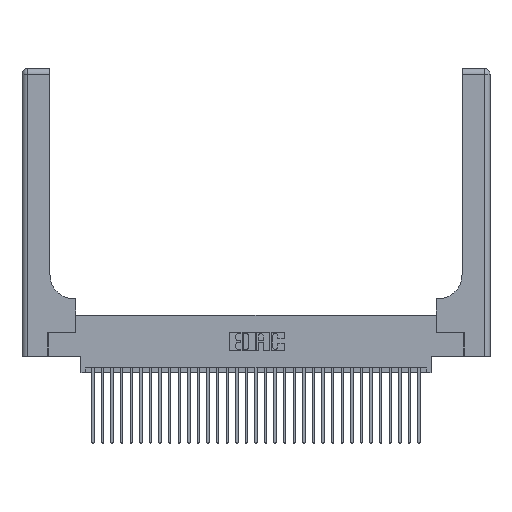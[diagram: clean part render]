
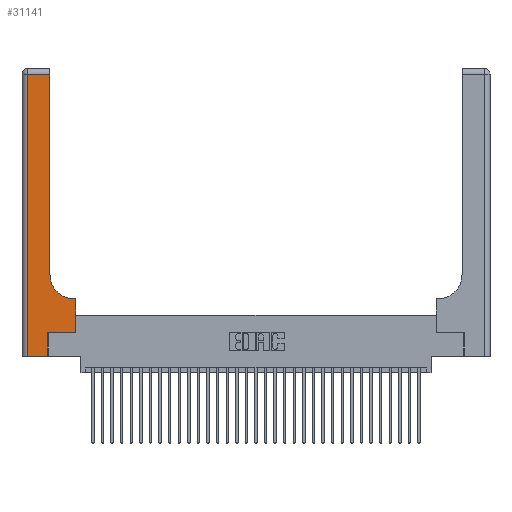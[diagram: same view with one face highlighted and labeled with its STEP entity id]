
A CAD part, top view. The second image highlights one B-rep face of the part: STEP entity #31141.
In plain terms, the highlighted planar face has unit normal (0, 0, 1).
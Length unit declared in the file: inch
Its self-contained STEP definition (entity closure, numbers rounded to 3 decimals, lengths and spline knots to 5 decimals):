
#8 = VECTOR ( 'NONE', #24554, 39.37008 ) ;
#581 = AXIS2_PLACEMENT_3D ( 'NONE', #28170, #2145, #12481 ) ;
#650 = CARTESIAN_POINT ( 'NONE',  ( 0.269, 0.25, 0.37 ) ) ;
#726 = CARTESIAN_POINT ( 'NONE',  ( 0.269, 0., 0.37 ) ) ;
#751 = CARTESIAN_POINT ( 'NONE',  ( 0.5585, 0.6, 0.37 ) ) ;
#941 = DIRECTION ( 'NONE',  ( -1., 0., 0. ) ) ;
#1387 = CARTESIAN_POINT ( 'NONE',  ( 0.269, 0.25, 0.37 ) ) ;
#1567 = LINE ( 'NONE', #650, #9302 ) ;
#2145 = DIRECTION ( 'NONE',  ( 0., 0., -1. ) ) ;
#3028 = VERTEX_POINT ( 'NONE', #4882 ) ;
#3030 = DIRECTION ( 'NONE',  ( 0., -1., 0. ) ) ;
#3166 = FACE_OUTER_BOUND ( 'NONE', #7185, .T. ) ;
#3210 = VERTEX_POINT ( 'NONE', #12559 ) ;
#4535 = ORIENTED_EDGE ( 'NONE', *, *, #24001, .T. ) ;
#4882 = CARTESIAN_POINT ( 'NONE',  ( 0.5585, 0.25, 0.37 ) ) ;
#5130 = DIRECTION ( 'NONE',  ( -1., 0., 0. ) ) ;
#5478 = VECTOR ( 'NONE', #5130, 39.37008 ) ;
#5649 = VERTEX_POINT ( 'NONE', #726 ) ;
#6506 = CARTESIAN_POINT ( 'NONE',  ( 0.2915, 0.6, 0.37 ) ) ;
#6552 = EDGE_CURVE ( 'NONE', #27788, #16665, #21542, .T. ) ;
#6655 = LINE ( 'NONE', #22332, #12340 ) ;
#6741 = ORIENTED_EDGE ( 'NONE', *, *, #8456, .T. ) ;
#7185 = EDGE_LOOP ( 'NONE', ( #21664, #6741, #30627, #4535, #16920, #24141, #19412, #8004, #18273 ) ) ;
#8004 = ORIENTED_EDGE ( 'NONE', *, *, #16115, .T. ) ;
#8410 = LINE ( 'NONE', #6506, #14077 ) ;
#8456 = EDGE_CURVE ( 'NONE', #3210, #27582, #29945, .T. ) ;
#8911 = DIRECTION ( 'NONE',  ( 0., 0., -1. ) ) ;
#9044 = CARTESIAN_POINT ( 'NONE',  ( 0.06, 2.94, 0.37 ) ) ;
#9302 = VECTOR ( 'NONE', #29588, 39.37008 ) ;
#11802 = DIRECTION ( 'NONE',  ( 0., 1., 0. ) ) ;
#12340 = VECTOR ( 'NONE', #11802, 39.37008 ) ;
#12481 = DIRECTION ( 'NONE',  ( 1., 0., 0. ) ) ;
#12559 = CARTESIAN_POINT ( 'NONE',  ( 0.2915, 2.94, 0.37 ) ) ;
#13499 = EDGE_CURVE ( 'NONE', #5649, #29414, #15043, .T. ) ;
#14077 = VECTOR ( 'NONE', #24755, 39.37008 ) ;
#14471 = EDGE_CURVE ( 'NONE', #27582, #22507, #17026, .T. ) ;
#14626 = VERTEX_POINT ( 'NONE', #751 ) ;
#14678 = EDGE_CURVE ( 'NONE', #29414, #3028, #1567, .T. ) ;
#15043 = LINE ( 'NONE', #21693, #8 ) ;
#16115 = EDGE_CURVE ( 'NONE', #14626, #27788, #8410, .T. ) ;
#16178 = AXIS2_PLACEMENT_3D ( 'NONE', #32295, #8911, #941 ) ;
#16665 = VERTEX_POINT ( 'NONE', #30503 ) ;
#16920 = ORIENTED_EDGE ( 'NONE', *, *, #13499, .T. ) ;
#17026 = LINE ( 'NONE', #31538, #17450 ) ;
#17450 = VECTOR ( 'NONE', #3030, 39.37008 ) ;
#17637 = EDGE_CURVE ( 'NONE', #3028, #14626, #6655, .T. ) ;
#18273 = ORIENTED_EDGE ( 'NONE', *, *, #6552, .T. ) ;
#18448 = CARTESIAN_POINT ( 'NONE',  ( 0., 2.94, 0.37 ) ) ;
#18840 = PLANE ( 'NONE',  #16178 ) ;
#19412 = ORIENTED_EDGE ( 'NONE', *, *, #17637, .T. ) ;
#19591 = EDGE_CURVE ( 'NONE', #16665, #3210, #24918, .T. ) ;
#20067 = DIRECTION ( 'NONE',  ( 0., 1., 0. ) ) ;
#20565 = DIRECTION ( 'NONE',  ( 1., 0., 0. ) ) ;
#21542 = CIRCLE ( 'NONE', #581, 0.25 ) ;
#21664 = ORIENTED_EDGE ( 'NONE', *, *, #19591, .T. ) ;
#21693 = CARTESIAN_POINT ( 'NONE',  ( 0.269, 0., 0.37 ) ) ;
#22332 = CARTESIAN_POINT ( 'NONE',  ( 0.5585, 0.25, 0.37 ) ) ;
#22507 = VERTEX_POINT ( 'NONE', #29903 ) ;
#23831 = VECTOR ( 'NONE', #20565, 39.37008 ) ;
#24001 = EDGE_CURVE ( 'NONE', #22507, #5649, #30331, .T. ) ;
#24141 = ORIENTED_EDGE ( 'NONE', *, *, #14678, .T. ) ;
#24554 = DIRECTION ( 'NONE',  ( 0., 1., 0. ) ) ;
#24755 = DIRECTION ( 'NONE',  ( -1., 0., 0. ) ) ;
#24918 = LINE ( 'NONE', #27934, #31010 ) ;
#27582 = VERTEX_POINT ( 'NONE', #9044 ) ;
#27788 = VERTEX_POINT ( 'NONE', #33219 ) ;
#27934 = CARTESIAN_POINT ( 'NONE',  ( 0.2915, 3., 0.37 ) ) ;
#28170 = CARTESIAN_POINT ( 'NONE',  ( 0.5415, 0.85, 0.37 ) ) ;
#29414 = VERTEX_POINT ( 'NONE', #1387 ) ;
#29588 = DIRECTION ( 'NONE',  ( 1., 0., 0. ) ) ;
#29903 = CARTESIAN_POINT ( 'NONE',  ( 0.06, 0., 0.37 ) ) ;
#29945 = LINE ( 'NONE', #18448, #5478 ) ;
#30331 = LINE ( 'NONE', #30937, #23831 ) ;
#30503 = CARTESIAN_POINT ( 'NONE',  ( 0.2915, 0.85, 0.37 ) ) ;
#30627 = ORIENTED_EDGE ( 'NONE', *, *, #14471, .T. ) ;
#30937 = CARTESIAN_POINT ( 'NONE',  ( 0., 0., 0.37 ) ) ;
#31010 = VECTOR ( 'NONE', #20067, 39.37008 ) ;
#31141 = ADVANCED_FACE ( 'NONE', ( #3166 ), #18840, .F. ) ;
#31538 = CARTESIAN_POINT ( 'NONE',  ( 0.06, 3., 0.37 ) ) ;
#32295 = CARTESIAN_POINT ( 'NONE',  ( 0., 3., 0.37 ) ) ;
#33219 = CARTESIAN_POINT ( 'NONE',  ( 0.5415, 0.6, 0.37 ) ) ;
